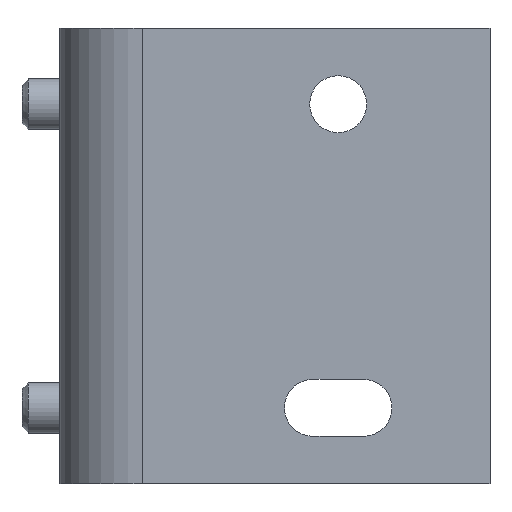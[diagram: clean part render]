
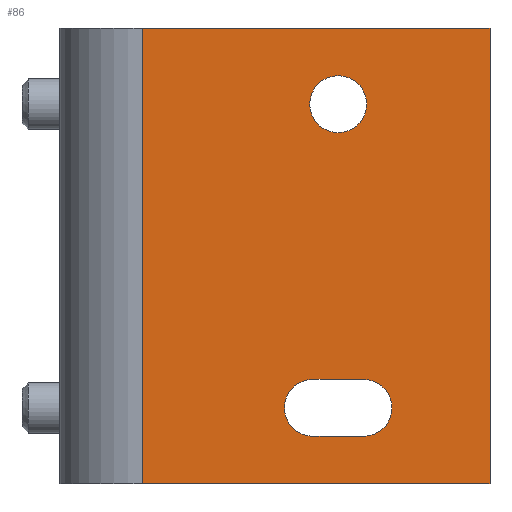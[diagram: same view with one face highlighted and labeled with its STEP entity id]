
A CAD part, front view. The second image highlights one B-rep face of the part: STEP entity #86.
In plain terms, the highlighted planar face has unit normal (0, -1, 0).
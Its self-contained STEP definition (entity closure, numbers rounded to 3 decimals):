
#86 = ADVANCED_FACE( '', ( #188, #189, #190 ), #191, .T. );
#188 = FACE_OUTER_BOUND( '', #398, .T. );
#189 = FACE_BOUND( '', #399, .T. );
#190 = FACE_BOUND( '', #400, .T. );
#191 = PLANE( '', #401 );
#398 = EDGE_LOOP( '', ( #694, #695, #696, #697 ) );
#399 = EDGE_LOOP( '', ( #698 ) );
#400 = EDGE_LOOP( '', ( #699, #700, #701, #702 ) );
#401 = AXIS2_PLACEMENT_3D( '', #703, #704, #705 );
#694 = ORIENTED_EDGE( '', *, *, #1248, .T. );
#695 = ORIENTED_EDGE( '', *, *, #1249, .T. );
#696 = ORIENTED_EDGE( '', *, *, #1250, .F. );
#697 = ORIENTED_EDGE( '', *, *, #1251, .F. );
#698 = ORIENTED_EDGE( '', *, *, #1252, .F. );
#699 = ORIENTED_EDGE( '', *, *, #1253, .T. );
#700 = ORIENTED_EDGE( '', *, *, #1254, .T. );
#701 = ORIENTED_EDGE( '', *, *, #1255, .T. );
#702 = ORIENTED_EDGE( '', *, *, #1256, .T. );
#703 = CARTESIAN_POINT( '', ( 6.5, 0., 36. ) );
#704 = DIRECTION( '', ( 0., -1., 0. ) );
#705 = DIRECTION( '', ( 1., 0., 0. ) );
#1248 = EDGE_CURVE( '', #1543, #1544, #1545, .T. );
#1249 = EDGE_CURVE( '', #1544, #1546, #1547, .T. );
#1250 = EDGE_CURVE( '', #1548, #1546, #1549, .T. );
#1251 = EDGE_CURVE( '', #1543, #1548, #1550, .T. );
#1252 = EDGE_CURVE( '', #1551, #1551, #1552, .T. );
#1253 = EDGE_CURVE( '', #1553, #1554, #1555, .T. );
#1254 = EDGE_CURVE( '', #1554, #1556, #1557, .T. );
#1255 = EDGE_CURVE( '', #1556, #1558, #1559, .T. );
#1256 = EDGE_CURVE( '', #1558, #1553, #1560, .T. );
#1543 = VERTEX_POINT( '', #1856 );
#1544 = VERTEX_POINT( '', #1857 );
#1545 = LINE( '', #1858, #1859 );
#1546 = VERTEX_POINT( '', #1860 );
#1547 = LINE( '', #1861, #1862 );
#1548 = VERTEX_POINT( '', #1863 );
#1549 = LINE( '', #1864, #1865 );
#1550 = LINE( '', #1866, #1867 );
#1551 = VERTEX_POINT( '', #1868 );
#1552 = CIRCLE( '', #1869, 2.25 );
#1553 = VERTEX_POINT( '', #1870 );
#1554 = VERTEX_POINT( '', #1871 );
#1555 = LINE( '', #1872, #1873 );
#1556 = VERTEX_POINT( '', #1874 );
#1557 = CIRCLE( '', #1875, 2.25 );
#1558 = VERTEX_POINT( '', #1876 );
#1559 = LINE( '', #1877, #1878 );
#1560 = CIRCLE( '', #1879, 2.25 );
#1856 = CARTESIAN_POINT( '', ( 34., 0., 36. ) );
#1857 = CARTESIAN_POINT( '', ( 6.5, 0., 36. ) );
#1858 = CARTESIAN_POINT( '', ( 6.5, 0., 36. ) );
#1859 = VECTOR( '', #2227, 1000. );
#1860 = CARTESIAN_POINT( '', ( 6.5, 0., 0. ) );
#1861 = CARTESIAN_POINT( '', ( 6.5, 0., 36. ) );
#1862 = VECTOR( '', #2228, 1000. );
#1863 = CARTESIAN_POINT( '', ( 34., 0., 0. ) );
#1864 = CARTESIAN_POINT( '', ( 6.5, 0., 0. ) );
#1865 = VECTOR( '', #2229, 1000. );
#1866 = CARTESIAN_POINT( '', ( 34., 0., 36. ) );
#1867 = VECTOR( '', #2230, 1000. );
#1868 = CARTESIAN_POINT( '', ( 24.25, 0., 30. ) );
#1869 = AXIS2_PLACEMENT_3D( '', #2231, #2232, #2233 );
#1870 = CARTESIAN_POINT( '', ( 24., 0., 3.75 ) );
#1871 = CARTESIAN_POINT( '', ( 20., 0., 3.75 ) );
#1872 = CARTESIAN_POINT( '', ( 20., 0., 3.75 ) );
#1873 = VECTOR( '', #2234, 1000. );
#1874 = CARTESIAN_POINT( '', ( 20., 0., 8.25 ) );
#1875 = AXIS2_PLACEMENT_3D( '', #2235, #2236, #2237 );
#1876 = CARTESIAN_POINT( '', ( 24., 0., 8.25 ) );
#1877 = CARTESIAN_POINT( '', ( 20., 0., 8.25 ) );
#1878 = VECTOR( '', #2238, 1000. );
#1879 = AXIS2_PLACEMENT_3D( '', #2239, #2240, #2241 );
#2227 = DIRECTION( '', ( -1., 0., 0. ) );
#2228 = DIRECTION( '', ( 0., 0., -1. ) );
#2229 = DIRECTION( '', ( -1., 0., 0. ) );
#2230 = DIRECTION( '', ( 0., 0., -1. ) );
#2231 = CARTESIAN_POINT( '', ( 22., 0., 30. ) );
#2232 = DIRECTION( '', ( 0., -1., 0. ) );
#2233 = DIRECTION( '', ( 1., 0., 0. ) );
#2234 = DIRECTION( '', ( -1., 0., 0. ) );
#2235 = CARTESIAN_POINT( '', ( 20., 0., 6. ) );
#2236 = DIRECTION( '', ( 0., 1., 0. ) );
#2237 = DIRECTION( '', ( 1., 0., 0. ) );
#2238 = DIRECTION( '', ( 1., 0., 0. ) );
#2239 = CARTESIAN_POINT( '', ( 24., 0., 6. ) );
#2240 = DIRECTION( '', ( 0., 1., 0. ) );
#2241 = DIRECTION( '', ( -1., 0., 0. ) );
